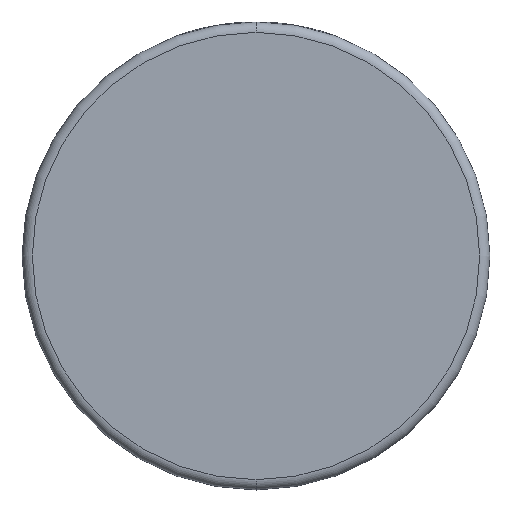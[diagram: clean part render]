
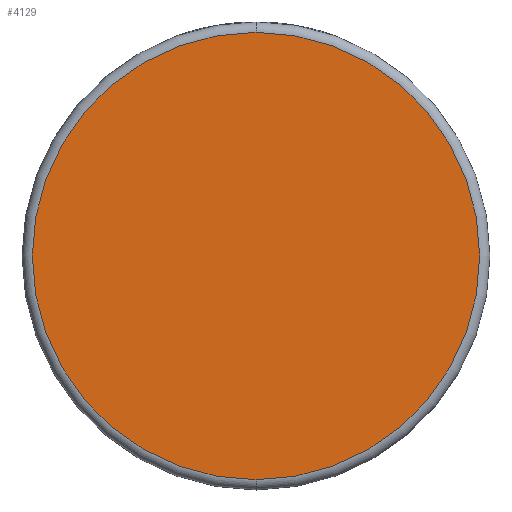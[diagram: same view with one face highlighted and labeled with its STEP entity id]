
A CAD part, front view. The second image highlights one B-rep face of the part: STEP entity #4129.
In plain terms, the highlighted planar face has unit normal (0, -1, 0).
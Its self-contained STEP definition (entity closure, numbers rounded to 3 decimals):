
#34 = DIRECTION ( 'NONE',  ( 0., 0., 1. ) ) ;
#118 = FACE_OUTER_BOUND ( 'NONE', #2903, .T. ) ;
#266 = CIRCLE ( 'NONE', #768, 43.5 ) ;
#714 = PLANE ( 'NONE',  #2999 ) ;
#768 = AXIS2_PLACEMENT_3D ( 'NONE', #2393, #3657, #1699 ) ;
#848 = ORIENTED_EDGE ( 'NONE', *, *, #1508, .T. ) ;
#970 = EDGE_CURVE ( 'NONE', #2537, #3690, #266, .T. ) ;
#1035 = CARTESIAN_POINT ( 'NONE',  ( 0., 0., 0. ) ) ;
#1346 = DIRECTION ( 'NONE',  ( 0., 0., 1. ) ) ;
#1508 = EDGE_CURVE ( 'NONE', #3690, #2537, #3069, .T. ) ;
#1699 = DIRECTION ( 'NONE',  ( 0., 0., 1. ) ) ;
#2023 = DIRECTION ( 'NONE',  ( 0., 1., 0. ) ) ;
#2393 = CARTESIAN_POINT ( 'NONE',  ( 0., 0., 0. ) ) ;
#2537 = VERTEX_POINT ( 'NONE', #3588 ) ;
#2674 = CARTESIAN_POINT ( 'NONE',  ( 0., 0., 43.5 ) ) ;
#2903 = EDGE_LOOP ( 'NONE', ( #848, #2910 ) ) ;
#2910 = ORIENTED_EDGE ( 'NONE', *, *, #970, .T. ) ;
#2999 = AXIS2_PLACEMENT_3D ( 'NONE', #1035, #2023, #34 ) ;
#3069 = CIRCLE ( 'NONE', #3605, 43.5 ) ;
#3325 = CARTESIAN_POINT ( 'NONE',  ( 0., 0., 0. ) ) ;
#3353 = DIRECTION ( 'NONE',  ( 0., -1., 0. ) ) ;
#3588 = CARTESIAN_POINT ( 'NONE',  ( 0., 0., -43.5 ) ) ;
#3605 = AXIS2_PLACEMENT_3D ( 'NONE', #3325, #3353, #1346 ) ;
#3657 = DIRECTION ( 'NONE',  ( 0., -1., 0. ) ) ;
#3690 = VERTEX_POINT ( 'NONE', #2674 ) ;
#4129 = ADVANCED_FACE ( 'NONE', ( #118 ), #714, .F. ) ;
